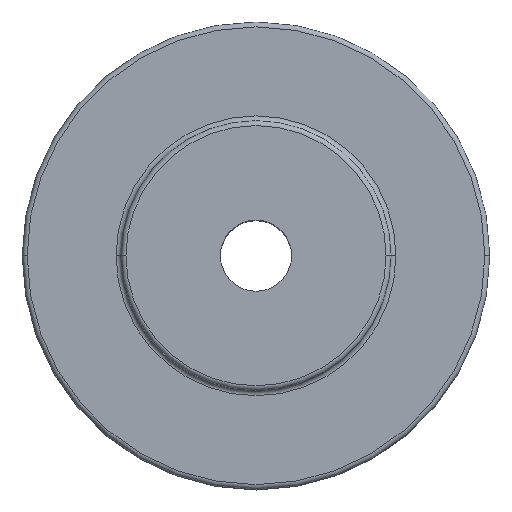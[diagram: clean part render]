
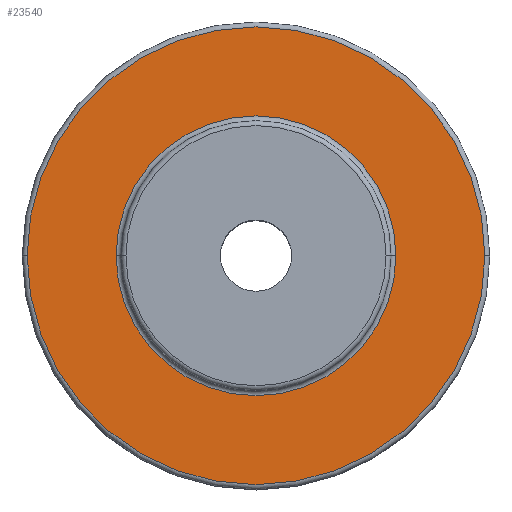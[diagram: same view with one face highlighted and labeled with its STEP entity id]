
A CAD part, top view. The second image highlights one B-rep face of the part: STEP entity #23540.
In plain terms, the highlighted planar face has unit normal (0, 0, 1).
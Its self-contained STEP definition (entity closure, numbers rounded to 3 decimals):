
#18350=CARTESIAN_POINT('',(0.,0.,30.5));
#18351=DIRECTION('',(0.,0.,-1.));
#18352=DIRECTION('',(-1.,0.,0.));
#18353=AXIS2_PLACEMENT_3D('',#18350,#18351,#18352);
#18355=CARTESIAN_POINT('',(0.,0.,30.5));
#18356=DIRECTION('',(0.,0.,-1.));
#18357=DIRECTION('',(1.,0.,0.));
#18358=AXIS2_PLACEMENT_3D('',#18355,#18356,#18357);
#18360=CARTESIAN_POINT('',(0.,0.,30.5));
#18361=DIRECTION('',(0.,0.,1.));
#18362=DIRECTION('',(-1.,0.,0.));
#18363=AXIS2_PLACEMENT_3D('',#18360,#18361,#18362);
#18365=CARTESIAN_POINT('',(0.,0.,30.5));
#18366=DIRECTION('',(0.,0.,1.));
#18367=DIRECTION('',(1.,0.,0.));
#18368=AXIS2_PLACEMENT_3D('',#18365,#18366,#18367);
#20738=CARTESIAN_POINT('',(-93.25,0.,30.5));
#20739=CARTESIAN_POINT('',(93.25,0.,30.5));
#20740=VERTEX_POINT('',#20738);
#20741=VERTEX_POINT('',#20739);
#20742=CARTESIAN_POINT('',(-57.,0.,30.5));
#20743=CARTESIAN_POINT('',(57.,0.,30.5));
#20744=VERTEX_POINT('',#20742);
#20745=VERTEX_POINT('',#20743);
#23525=CARTESIAN_POINT('',(0.,0.,30.5));
#23526=DIRECTION('',(0.,0.,1.));
#23527=DIRECTION('',(1.,0.,0.));
#23528=AXIS2_PLACEMENT_3D('',#23525,#23526,#23527);
#23529=PLANE('',#23528);
#23530=ORIENTED_EDGE('',*,*,#23504,.T.);
#23531=ORIENTED_EDGE('',*,*,#23517,.T.);
#23532=EDGE_LOOP('',(#23530,#23531));
#23533=FACE_OUTER_BOUND('',#23532,.F.);
#23535=ORIENTED_EDGE('',*,*,#23534,.T.);
#23537=ORIENTED_EDGE('',*,*,#23536,.T.);
#23538=EDGE_LOOP('',(#23535,#23537));
#23539=FACE_BOUND('',#23538,.F.);
#23540=ADVANCED_FACE('',(#23533,#23539),#23529,.T.);
#18354=CIRCLE('',#18353,93.25);
#18359=CIRCLE('',#18358,93.25);
#18364=CIRCLE('',#18363,57.);
#18369=CIRCLE('',#18368,57.);
#23504=EDGE_CURVE('',#20740,#20741,#18354,.T.);
#23517=EDGE_CURVE('',#20741,#20740,#18359,.T.);
#23534=EDGE_CURVE('',#20744,#20745,#18364,.T.);
#23536=EDGE_CURVE('',#20745,#20744,#18369,.T.);
